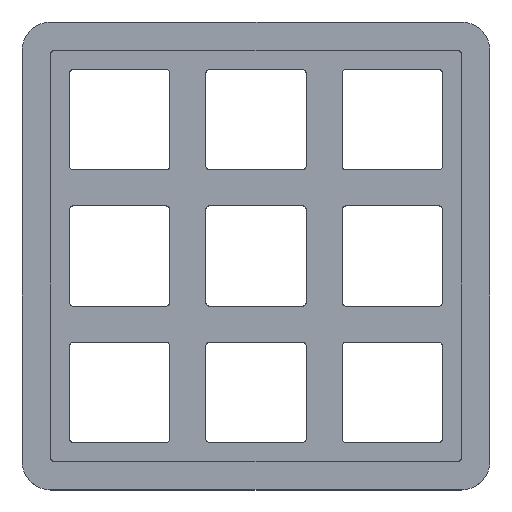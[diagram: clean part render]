
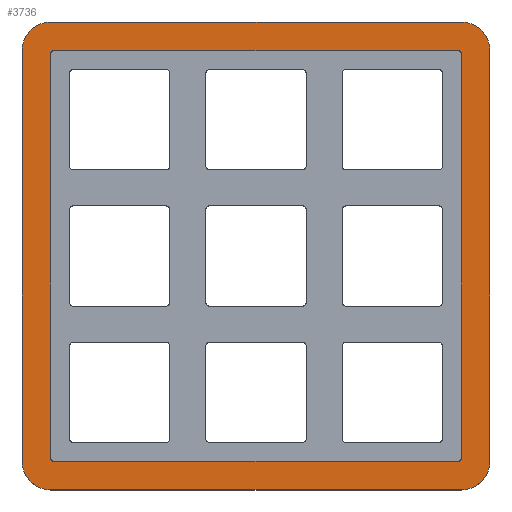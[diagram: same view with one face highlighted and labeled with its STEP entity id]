
A CAD part, top view. The second image highlights one B-rep face of the part: STEP entity #3736.
In plain terms, the highlighted planar face has unit normal (0, 0, 1).
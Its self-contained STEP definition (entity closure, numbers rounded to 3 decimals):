
#50=FACE_BOUND('',#736,.T.);
#204=CIRCLE('',#4080,0.4);
#206=CIRCLE('',#4084,0.4);
#209=CIRCLE('',#4090,0.4);
#210=CIRCLE('',#4092,0.4);
#211=CIRCLE('',#4094,4.);
#224=CIRCLE('',#4110,4.);
#225=CIRCLE('',#4112,4.);
#226=CIRCLE('',#4114,4.);
#500=FACE_OUTER_BOUND('',#735,.T.);
#735=EDGE_LOOP('',(#3335,#3336,#3337,#3338,#3339,#3340,#3341,#3342));
#736=EDGE_LOOP('',(#3343,#3344,#3345,#3346,#3347,#3348,#3349,#3350));
#1059=LINE('',#6191,#1415);
#1065=LINE('',#6212,#1421);
#1083=LINE('',#6279,#1439);
#1088=LINE('',#6292,#1444);
#1089=LINE('',#6294,#1445);
#1090=LINE('',#6297,#1446);
#1091=LINE('',#6298,#1447);
#1092=LINE('',#6299,#1448);
#1415=VECTOR('',#5081,10.);
#1421=VECTOR('',#5101,10.);
#1439=VECTOR('',#5159,10.);
#1444=VECTOR('',#5174,10.);
#1445=VECTOR('',#5175,10.);
#1446=VECTOR('',#5178,10.);
#1447=VECTOR('',#5179,10.);
#1448=VECTOR('',#5180,10.);
#1773=VERTEX_POINT('',#6181);
#1774=VERTEX_POINT('',#6183);
#1776=VERTEX_POINT('',#6189);
#1779=VERTEX_POINT('',#6196);
#1780=VERTEX_POINT('',#6198);
#1784=VERTEX_POINT('',#6211);
#1785=VERTEX_POINT('',#6215);
#1786=VERTEX_POINT('',#6219);
#1787=VERTEX_POINT('',#6223);
#1788=VERTEX_POINT('',#6224);
#1813=VERTEX_POINT('',#6278);
#1814=VERTEX_POINT('',#6282);
#1815=VERTEX_POINT('',#6286);
#1816=VERTEX_POINT('',#6287);
#1817=VERTEX_POINT('',#6293);
#1818=VERTEX_POINT('',#6295);
#2281=EDGE_CURVE('',#1773,#1774,#204,.T.);
#2285=EDGE_CURVE('',#1773,#1776,#1059,.T.);
#2288=EDGE_CURVE('',#1779,#1780,#206,.T.);
#2295=EDGE_CURVE('',#1784,#1780,#1065,.T.);
#2297=EDGE_CURVE('',#1784,#1785,#209,.T.);
#2300=EDGE_CURVE('',#1786,#1776,#210,.T.);
#2301=EDGE_CURVE('',#1787,#1788,#211,.T.);
#2328=EDGE_CURVE('',#1813,#1788,#1083,.T.);
#2330=EDGE_CURVE('',#1813,#1814,#224,.T.);
#2332=EDGE_CURVE('',#1815,#1816,#225,.T.);
#2335=EDGE_CURVE('',#1787,#1816,#1088,.T.);
#2336=EDGE_CURVE('',#1815,#1817,#1089,.T.);
#2337=EDGE_CURVE('',#1818,#1817,#226,.T.);
#2338=EDGE_CURVE('',#1818,#1814,#1090,.T.);
#2339=EDGE_CURVE('',#1779,#1774,#1091,.T.);
#2340=EDGE_CURVE('',#1786,#1785,#1092,.T.);
#3335=ORIENTED_EDGE('',*,*,#2301,.F.);
#3336=ORIENTED_EDGE('',*,*,#2335,.T.);
#3337=ORIENTED_EDGE('',*,*,#2332,.F.);
#3338=ORIENTED_EDGE('',*,*,#2336,.T.);
#3339=ORIENTED_EDGE('',*,*,#2337,.F.);
#3340=ORIENTED_EDGE('',*,*,#2338,.T.);
#3341=ORIENTED_EDGE('',*,*,#2330,.F.);
#3342=ORIENTED_EDGE('',*,*,#2328,.T.);
#3343=ORIENTED_EDGE('',*,*,#2295,.T.);
#3344=ORIENTED_EDGE('',*,*,#2288,.F.);
#3345=ORIENTED_EDGE('',*,*,#2339,.T.);
#3346=ORIENTED_EDGE('',*,*,#2281,.F.);
#3347=ORIENTED_EDGE('',*,*,#2285,.T.);
#3348=ORIENTED_EDGE('',*,*,#2300,.F.);
#3349=ORIENTED_EDGE('',*,*,#2340,.T.);
#3350=ORIENTED_EDGE('',*,*,#2297,.F.);
#3545=PLANE('',#4113);
#3736=ADVANCED_FACE('',(#500,#50),#3545,.T.);
#4080=AXIS2_PLACEMENT_3D('',#6184,#5074,#5075);
#4084=AXIS2_PLACEMENT_3D('',#6199,#5087,#5088);
#4090=AXIS2_PLACEMENT_3D('',#6216,#5105,#5106);
#4092=AXIS2_PLACEMENT_3D('',#6221,#5111,#5112);
#4094=AXIS2_PLACEMENT_3D('',#6225,#5115,#5116);
#4110=AXIS2_PLACEMENT_3D('',#6283,#5163,#5164);
#4112=AXIS2_PLACEMENT_3D('',#6288,#5168,#5169);
#4113=AXIS2_PLACEMENT_3D('',#6291,#5172,#5173);
#4114=AXIS2_PLACEMENT_3D('',#6296,#5176,#5177);
#5074=DIRECTION('center_axis',(0.,0.,1.));
#5075=DIRECTION('ref_axis',(0.707,-0.707,0.));
#5081=DIRECTION('',(-1.,0.,0.));
#5087=DIRECTION('center_axis',(0.,0.,1.));
#5088=DIRECTION('ref_axis',(0.707,0.707,0.));
#5101=DIRECTION('',(1.,0.,0.));
#5105=DIRECTION('center_axis',(0.,0.,1.));
#5106=DIRECTION('ref_axis',(-0.707,0.707,0.));
#5111=DIRECTION('center_axis',(0.,0.,1.));
#5112=DIRECTION('ref_axis',(-0.707,-0.707,0.));
#5115=DIRECTION('center_axis',(0.,0.,-1.));
#5116=DIRECTION('ref_axis',(-0.707,0.707,0.));
#5159=DIRECTION('',(-1.,0.,0.));
#5163=DIRECTION('center_axis',(0.,0.,-1.));
#5164=DIRECTION('ref_axis',(0.707,0.707,0.));
#5168=DIRECTION('center_axis',(0.,0.,-1.));
#5169=DIRECTION('ref_axis',(-0.707,-0.707,0.));
#5172=DIRECTION('center_axis',(0.,0.,1.));
#5173=DIRECTION('ref_axis',(1.,0.,0.));
#5174=DIRECTION('',(0.,-1.,0.));
#5175=DIRECTION('',(1.,0.,0.));
#5176=DIRECTION('center_axis',(0.,0.,-1.));
#5177=DIRECTION('ref_axis',(0.707,-0.707,0.));
#5178=DIRECTION('',(0.,1.,0.));
#5179=DIRECTION('',(0.,-1.,0.));
#5180=DIRECTION('',(0.,1.,0.));
#6181=CARTESIAN_POINT('',(56.875,-57.275,7.));
#6183=CARTESIAN_POINT('',(57.275,-56.875,7.));
#6184=CARTESIAN_POINT('Origin',(56.875,-56.875,7.));
#6189=CARTESIAN_POINT('',(0.275,-57.275,7.));
#6191=CARTESIAN_POINT('',(57.275,-57.275,7.));
#6196=CARTESIAN_POINT('',(57.275,-0.275,7.));
#6198=CARTESIAN_POINT('',(56.875,0.125,7.));
#6199=CARTESIAN_POINT('Origin',(56.875,-0.275,7.));
#6211=CARTESIAN_POINT('',(0.275,0.125,7.));
#6212=CARTESIAN_POINT('',(-0.125,0.125,7.));
#6215=CARTESIAN_POINT('',(-0.125,-0.275,7.));
#6216=CARTESIAN_POINT('Origin',(0.275,-0.275,7.));
#6219=CARTESIAN_POINT('',(-0.125,-56.875,7.));
#6221=CARTESIAN_POINT('Origin',(0.275,-56.875,7.));
#6223=CARTESIAN_POINT('',(-4.125,0.125,7.));
#6224=CARTESIAN_POINT('',(-0.125,4.125,7.));
#6225=CARTESIAN_POINT('Origin',(-0.125,0.125,7.));
#6278=CARTESIAN_POINT('',(57.275,4.125,7.));
#6279=CARTESIAN_POINT('',(-4.125,4.125,7.));
#6282=CARTESIAN_POINT('',(61.275,0.125,7.));
#6283=CARTESIAN_POINT('Origin',(57.275,0.125,7.));
#6286=CARTESIAN_POINT('',(-0.125,-61.275,7.));
#6287=CARTESIAN_POINT('',(-4.125,-57.275,7.));
#6288=CARTESIAN_POINT('Origin',(-0.125,-57.275,7.));
#6291=CARTESIAN_POINT('Origin',(57.475,0.325,7.));
#6292=CARTESIAN_POINT('',(-4.125,-61.275,7.));
#6293=CARTESIAN_POINT('',(57.275,-61.275,7.));
#6294=CARTESIAN_POINT('',(61.275,-61.275,7.));
#6295=CARTESIAN_POINT('',(61.275,-57.275,7.));
#6296=CARTESIAN_POINT('Origin',(57.275,-57.275,7.));
#6297=CARTESIAN_POINT('',(61.275,4.125,7.));
#6298=CARTESIAN_POINT('',(57.275,0.125,7.));
#6299=CARTESIAN_POINT('',(-0.125,-57.275,7.));
